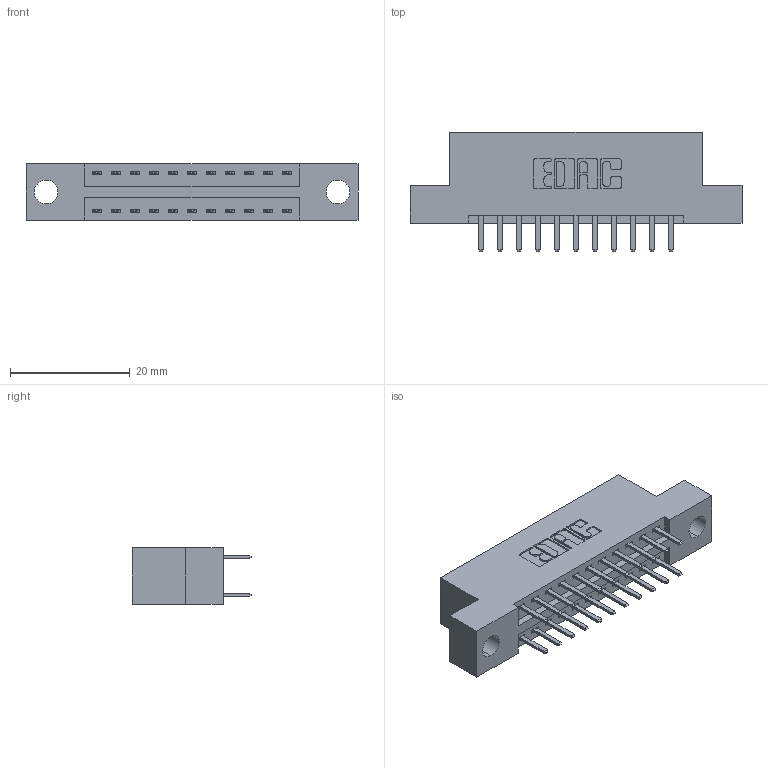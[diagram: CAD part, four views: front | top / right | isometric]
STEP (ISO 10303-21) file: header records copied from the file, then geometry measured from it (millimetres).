
FILE_DESCRIPTION (( 'STEP AP203' ), '1' );
FILE_NAME ('396-022-520-204.STEP', '2019-10-30T03:36:21', ( '' ), ( '' ), 'SwSTEP 2.0', 'SolidWorks 2016', '' );
FILE_SCHEMA (( 'CONFIG_CONTROL_DESIGN' ));
Length unit declared in the file: inch
Products named in the file (3): 396-022-520-204; 345-292-001_345-293-120; 346 Part_Flush Mounting Lugs - 0.156 Dia-TH
Assembly tree (23 placements, depth 2):
  396-022-520-204
    346 Part_Flush Mounting Lugs - 0.156 Dia-TH
    345-292-001_345-293-120  x22
Bounding box: 55.5 x 20.02 x 9.4 mm (x, y, z)
Volume: 5073.5 mm3; surface area: 6277.4 mm2
Topology: 23 solids, 23 shells, 1354 faces, 3915 edges, 2550 vertices
Faces by surface type: plane 890, cylinder 464
Entity records: 11469 total; most frequent: CARTESIAN_POINT 1944, ORIENTED_EDGE 1866, DIRECTION 1753, EDGE_CURVE 933, VECTOR 753, LINE 753, VERTEX_POINT 618, AXIS2_PLACEMENT_3D 500
